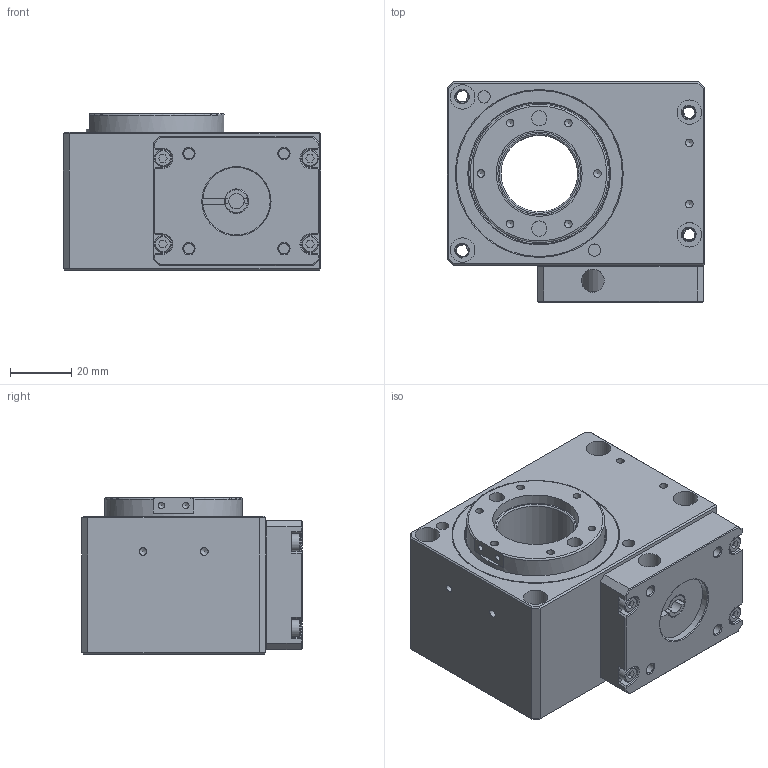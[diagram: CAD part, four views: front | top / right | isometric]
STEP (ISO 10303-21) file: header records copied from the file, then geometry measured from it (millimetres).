
FILE_DESCRIPTION( ( '' ), '1' );
FILE_NAME( 'GT60-18B.stp', '2018-12-14T03:30:32', ( 'Dimamotor' ), ( 'Dimamotor' ), 'PSStep 17.0.49', ' ', ' ' );
FILE_SCHEMA( ( 'AUTOMOTIVE_DESIGN { 1 0 10303 214 1 1 1 1 }' ) );
Length unit declared in the file: millimetre
Products named in the file (6): Assem1; Screw_ANSI_B18_3_1M_A_M3x12_v12.00; GT60-10M; GT60-P; MGAC-6F01-33; MGEA-080523
Assembly tree (8 placements, depth 2):
  Assem1
    Screw_ANSI_B18_3_1M_A_M3x12_v12.00  x4
    GT60-10M
    GT60-P
    MGAC-6F01-33
    MGEA-080523
Bounding box: 84 x 72 x 51 mm (x, y, z)
Volume: 224124.5 mm3; surface area: 50063.1 mm2
Topology: 8 solids, 8 shells, 327 faces, 743 edges, 465 vertices
Faces by surface type: plane 174, cylinder 92, cone 50, bspline 8, torus 3
Full cylindrical faces by diameter (mm): 2.05 x4, 2.5 x26, 3 x4, 3.4 x8, 4 x4, 5 x3, 5.5 x4, 6 x4, 7 x1, 7.5 x2, 8 x10, 22 x1, 25 x1, 27 x1, 28 x1, 30 x1, 35 x2, 45 x1, 46 x1, 54.199 x1, 54.2 x1
Entity records: 26226 total; most frequent: CARTESIAN_POINT 17977, DIRECTION 1224, ORIENTED_EDGE 1000, EDGE_CURVE 500, AXIS2_PLACEMENT_3D 478, EDGE_LOOP 461, VERTEX_POINT 381, FACE_OUTER_BOUND 362
